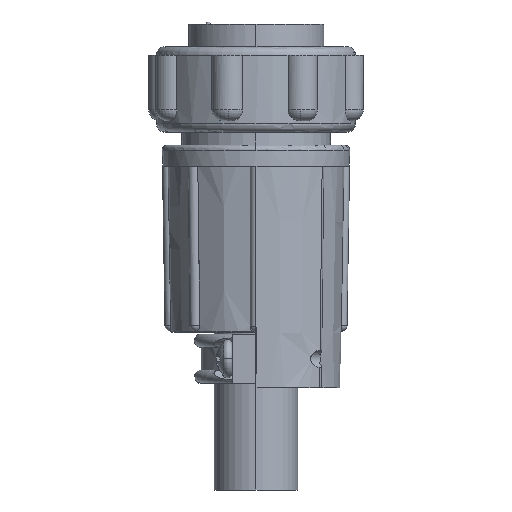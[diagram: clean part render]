
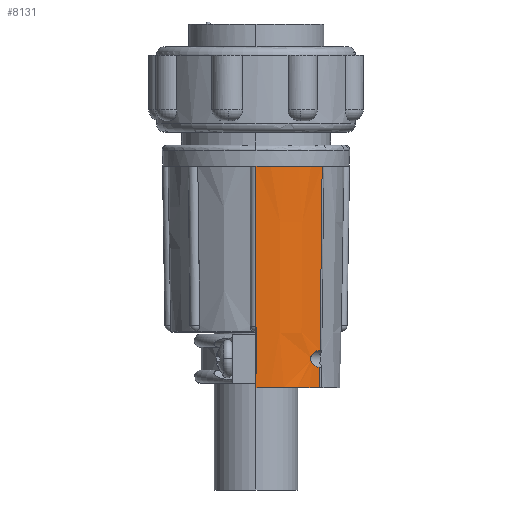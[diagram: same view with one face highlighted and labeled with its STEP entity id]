
A CAD part, left-side view. The second image highlights one B-rep face of the part: STEP entity #8131.
In plain terms, the highlighted conical face has half-angle 0.9 degrees and reference radius 12.529 mm.
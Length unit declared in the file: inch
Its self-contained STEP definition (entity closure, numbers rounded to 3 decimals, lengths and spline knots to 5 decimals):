
#40 = B_SPLINE_CURVE_WITH_KNOTS ( 'NONE', 3,
 ( #7227, #7228, #7229, #7230, #7231, #7232, #7233, #7234, #7235, #7236, #7237, #7238, #7239, #7240, #7241, #7242, #7243, #7244, #7245, #7246, #7247, #7248, #7249, #7250 ),
 .UNSPECIFIED., .F., .F.,
 ( 4, 2, 2, 2, 2, 2, 2, 2, 2, 2, 2, 4 ),
 ( 0., 0.00055, 0.00109, 0.00164, 0.00191, 0.00219, 0.00246, 0.00273, 0.00301, 0.00328, 0.00383, 0.00437 ),
 .UNSPECIFIED. ) ;
#138 = CIRCLE ( 'NONE', #2981, 0.49327 ) ;
#146 = CIRCLE ( 'NONE', #3004, 0.47489 ) ;
#261 = EDGE_CURVE ( 'NONE', #1730, #1757, #138, .T. ) ;
#262 = EDGE_CURVE ( 'NONE', #1140, #1730, #6126, .T. ) ;
#278 = EDGE_CURVE ( 'NONE', #1731, #1718, #146, .T. ) ;
#288 = EDGE_CURVE ( 'NONE', #1718, #1333, #6445, .T. ) ;
#413 = EDGE_CURVE ( 'NONE', #1761, #1731, #6750, .T. ) ;
#501 = EDGE_CURVE ( 'NONE', #1333, #1140, #40, .T. ) ;
#546 = ORIENTED_EDGE ( 'NONE', *, *, #501, .T. ) ;
#547 = ORIENTED_EDGE ( 'NONE', *, *, #278, .T. ) ;
#651 = ORIENTED_EDGE ( 'NONE', *, *, #261, .T. ) ;
#780 = ORIENTED_EDGE ( 'NONE', *, *, #5992, .F. ) ;
#850 = ORIENTED_EDGE ( 'NONE', *, *, #262, .T. ) ;
#998 = ORIENTED_EDGE ( 'NONE', *, *, #413, .T. ) ;
#1116 = EDGE_LOOP ( 'NONE', ( #780, #998, #547, #1230, #546, #850, #651 ) ) ;
#1140 = VERTEX_POINT ( 'NONE', #7366 ) ;
#1230 = ORIENTED_EDGE ( 'NONE', *, *, #288, .T. ) ;
#1333 = VERTEX_POINT ( 'NONE', #7417 ) ;
#1718 = VERTEX_POINT ( 'NONE', #7530 ) ;
#1730 = VERTEX_POINT ( 'NONE', #7542 ) ;
#1731 = VERTEX_POINT ( 'NONE', #7543 ) ;
#1757 = VERTEX_POINT ( 'NONE', #7568 ) ;
#1761 = VERTEX_POINT ( 'NONE', #7572 ) ;
#2981 = AXIS2_PLACEMENT_3D ( 'NONE', #6231, #6525, #6543 ) ;
#2988 = VECTOR ( 'NONE', #6580, 39.37008 ) ;
#2999 = VECTOR ( 'NONE', #6180, 39.37008 ) ;
#3004 = AXIS2_PLACEMENT_3D ( 'NONE', #6109, #6179, #6527 ) ;
#3159 = VECTOR ( 'NONE', #4884, 39.37008 ) ;
#3226 = VECTOR ( 'NONE', #6748, 39.37008 ) ;
#4882 = LINE ( 'NONE', #4883, #3159 ) ;
#4883 = CARTESIAN_POINT ( 'NONE',  ( -0.03, 0., -30.23762 ) ) ;
#4884 = DIRECTION ( 'NONE',  ( -0.016, 0., 1. ) ) ;
#5611 = CARTESIAN_POINT ( 'NONE',  ( 0., 0., -0.747 ) ) ;
#5612 = DIRECTION ( 'NONE',  ( 0., 0., 1. ) ) ;
#5613 = DIRECTION ( 'NONE',  ( 1., 0., 0. ) ) ;
#5992 = EDGE_CURVE ( 'NONE', #1761, #1757, #4882, .T. ) ;
#6109 = CARTESIAN_POINT ( 'NONE',  ( 0., 0., -1.917 ) ) ;
#6126 = LINE ( 'NONE', #6130, #2988 ) ;
#6130 = CARTESIAN_POINT ( 'NONE',  ( -0.3488, -0.3488, -0.747 ) ) ;
#6179 = DIRECTION ( 'NONE',  ( 0., 0., 1. ) ) ;
#6180 = DIRECTION ( 'NONE',  ( -0.011, -0.011, 1. ) ) ;
#6231 = CARTESIAN_POINT ( 'NONE',  ( 0., 0., -0.747 ) ) ;
#6433 = CARTESIAN_POINT ( 'NONE',  ( -0.3488, -0.3488, -0.747 ) ) ;
#6445 = LINE ( 'NONE', #6433, #2999 ) ;
#6525 = DIRECTION ( 'NONE',  ( 0., 0., -1. ) ) ;
#6527 = DIRECTION ( 'NONE',  ( 1., 0., 0. ) ) ;
#6543 = DIRECTION ( 'NONE',  ( 1., 0., 0. ) ) ;
#6580 = DIRECTION ( 'NONE',  ( -0.011, -0.011, 1. ) ) ;
#6748 = DIRECTION ( 'NONE',  ( 0.016, 0., -1. ) ) ;
#6750 = LINE ( 'NONE', #6753, #3226 ) ;
#6753 = CARTESIAN_POINT ( 'NONE',  ( -0.49327, 0., -0.747 ) ) ;
#7227 = CARTESIAN_POINT ( 'NONE',  ( -0.33701, -0.33701, -1.80846 ) ) ;
#7228 = CARTESIAN_POINT ( 'NONE',  ( -0.34215, -0.33186, -1.80823 ) ) ;
#7229 = CARTESIAN_POINT ( 'NONE',  ( -0.34707, -0.32674, -1.80716 ) ) ;
#7230 = CARTESIAN_POINT ( 'NONE',  ( -0.35648, -0.31653, -1.80343 ) ) ;
#7231 = CARTESIAN_POINT ( 'NONE',  ( -0.36101, -0.3114, -1.80072 ) ) ;
#7232 = CARTESIAN_POINT ( 'NONE',  ( -0.36914, -0.3019, -1.79356 ) ) ;
#7233 = CARTESIAN_POINT ( 'NONE',  ( -0.37286, -0.29738, -1.78903 ) ) ;
#7234 = CARTESIAN_POINT ( 'NONE',  ( -0.37713, -0.29214, -1.78048 ) ) ;
#7235 = CARTESIAN_POINT ( 'NONE',  ( -0.37832, -0.29066, -1.77733 ) ) ;
#7236 = CARTESIAN_POINT ( 'NONE',  ( -0.38, -0.28864, -1.77056 ) ) ;
#7237 = CARTESIAN_POINT ( 'NONE',  ( -0.38047, -0.28811, -1.76694 ) ) ;
#7238 = CARTESIAN_POINT ( 'NONE',  ( -0.38052, -0.28823, -1.7597 ) ) ;
#7239 = CARTESIAN_POINT ( 'NONE',  ( -0.3801, -0.28888, -1.75607 ) ) ;
#7240 = CARTESIAN_POINT ( 'NONE',  ( -0.37853, -0.29112, -1.7493 ) ) ;
#7241 = CARTESIAN_POINT ( 'NONE',  ( -0.3774, -0.29267, -1.74619 ) ) ;
#7242 = CARTESIAN_POINT ( 'NONE',  ( -0.37468, -0.29628, -1.74052 ) ) ;
#7243 = CARTESIAN_POINT ( 'NONE',  ( -0.37308, -0.29836, -1.73794 ) ) ;
#7244 = CARTESIAN_POINT ( 'NONE',  ( -0.36964, -0.30273, -1.73336 ) ) ;
#7245 = CARTESIAN_POINT ( 'NONE',  ( -0.36777, -0.30505, -1.73132 ) ) ;
#7246 = CARTESIAN_POINT ( 'NONE',  ( -0.36178, -0.31231, -1.72582 ) ) ;
#7247 = CARTESIAN_POINT ( 'NONE',  ( -0.35741, -0.31738, -1.72308 ) ) ;
#7248 = CARTESIAN_POINT ( 'NONE',  ( -0.34812, -0.32763, -1.71914 ) ) ;
#7249 = CARTESIAN_POINT ( 'NONE',  ( -0.34315, -0.33287, -1.71794 ) ) ;
#7250 = CARTESIAN_POINT ( 'NONE',  ( -0.33801, -0.33801, -1.7176 ) ) ;
#7366 = CARTESIAN_POINT ( 'NONE',  ( -0.33801, -0.33801, -1.7176 ) ) ;
#7417 = CARTESIAN_POINT ( 'NONE',  ( -0.33701, -0.33701, -1.80846 ) ) ;
#7530 = CARTESIAN_POINT ( 'NONE',  ( -0.3358, -0.3358, -1.917 ) ) ;
#7542 = CARTESIAN_POINT ( 'NONE',  ( -0.3488, -0.3488, -0.747 ) ) ;
#7543 = CARTESIAN_POINT ( 'NONE',  ( -0.47489, 0., -1.917 ) ) ;
#7568 = CARTESIAN_POINT ( 'NONE',  ( -0.49327, 0., -0.747 ) ) ;
#7572 = CARTESIAN_POINT ( 'NONE',  ( -0.47999, 0., -1.59247 ) ) ;
#8131 = ADVANCED_FACE ( 'NONE', ( #9898 ), #8482, .T. ) ;
#8482 = CONICAL_SURFACE ( 'NONE', #9895, 0.49327, 0.016 ) ;
#9895 = AXIS2_PLACEMENT_3D ( 'NONE', #5611, #5612, #5613 ) ;
#9898 = FACE_OUTER_BOUND ( 'NONE', #1116, .T. ) ;
